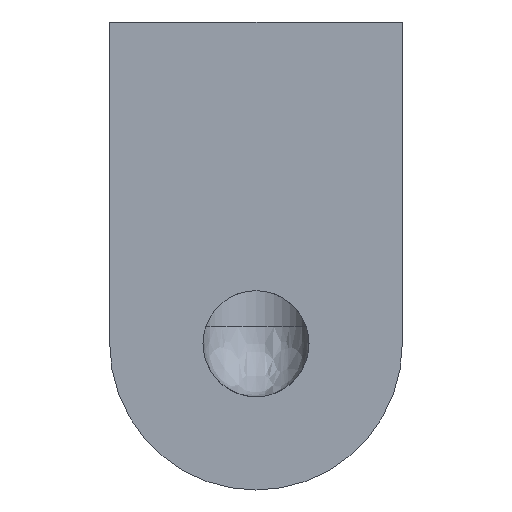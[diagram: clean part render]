
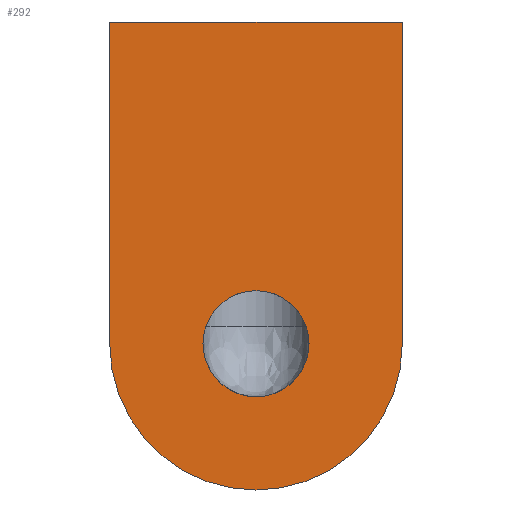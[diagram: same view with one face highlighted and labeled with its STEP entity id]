
A CAD part, front view. The second image highlights one B-rep face of the part: STEP entity #292.
In plain terms, the highlighted planar face has unit normal (0, -1, 0).
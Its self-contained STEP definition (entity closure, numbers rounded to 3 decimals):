
#17=FACE_BOUND('',#63,.T.);
#27=PLANE('',#334);
#44=FACE_OUTER_BOUND('',#62,.T.);
#62=EDGE_LOOP('',(#267,#268,#269,#270));
#63=EDGE_LOOP('',(#271));
#74=LINE('',#479,#100);
#81=LINE('',#496,#107);
#83=LINE('',#502,#109);
#100=VECTOR('',#373,10.);
#107=VECTOR('',#388,10.);
#109=VECTOR('',#396,10.);
#122=CIRCLE('',#315,3.1);
#126=CIRCLE('',#325,8.55);
#134=VERTEX_POINT('',#455);
#142=VERTEX_POINT('',#476);
#143=VERTEX_POINT('',#478);
#149=VERTEX_POINT('',#494);
#150=VERTEX_POINT('',#498);
#162=EDGE_CURVE('',#134,#134,#122,.T.);
#173=EDGE_CURVE('',#143,#142,#74,.T.);
#182=EDGE_CURVE('',#142,#149,#81,.T.);
#183=EDGE_CURVE('',#150,#143,#126,.T.);
#185=EDGE_CURVE('',#149,#150,#83,.T.);
#267=ORIENTED_EDGE('',*,*,#182,.T.);
#268=ORIENTED_EDGE('',*,*,#185,.T.);
#269=ORIENTED_EDGE('',*,*,#183,.T.);
#270=ORIENTED_EDGE('',*,*,#173,.T.);
#271=ORIENTED_EDGE('',*,*,#162,.T.);
#292=ADVANCED_FACE('',(#44,#17),#27,.F.);
#315=AXIS2_PLACEMENT_3D('',#456,#354,#355);
#325=AXIS2_PLACEMENT_3D('',#499,#391,#392);
#334=AXIS2_PLACEMENT_3D('',#520,#417,#418);
#354=DIRECTION('center_axis',(0.,1.,0.));
#355=DIRECTION('ref_axis',(1.,0.,0.));
#373=DIRECTION('',(0.,0.,1.));
#388=DIRECTION('',(-1.,0.,0.));
#391=DIRECTION('center_axis',(0.,-1.,0.));
#392=DIRECTION('ref_axis',(1.,0.,0.));
#396=DIRECTION('',(0.,0.,-1.));
#417=DIRECTION('center_axis',(0.,1.,0.));
#418=DIRECTION('ref_axis',(1.,0.,0.));
#455=CARTESIAN_POINT('',(-3.1,-32.,0.));
#456=CARTESIAN_POINT('Origin',(0.,-32.,0.));
#476=CARTESIAN_POINT('',(8.55,-32.,18.8));
#478=CARTESIAN_POINT('',(8.55,-32.,0.));
#479=CARTESIAN_POINT('',(8.55,-32.,0.));
#494=CARTESIAN_POINT('',(-8.55,-32.,18.8));
#496=CARTESIAN_POINT('',(3.5,-32.,18.8));
#498=CARTESIAN_POINT('',(-8.55,-32.,0.));
#499=CARTESIAN_POINT('Origin',(0.,-32.,0.));
#502=CARTESIAN_POINT('',(-8.55,-32.,0.));
#520=CARTESIAN_POINT('Origin',(0.,-32.,5.125));
